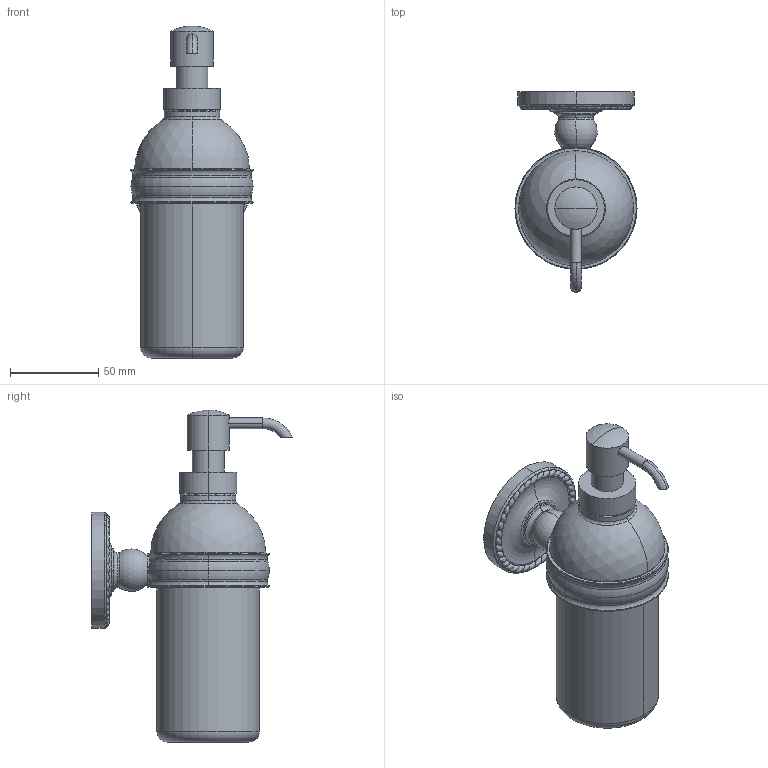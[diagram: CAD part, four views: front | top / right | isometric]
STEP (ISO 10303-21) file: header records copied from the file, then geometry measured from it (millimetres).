
FILE_DESCRIPTION((''),'2;1');
FILE_NAME('1514_ASM','2011-01-11T',('project'),(''),'PRO/ENGINEER BY PARAMETRIC TECHNOLOGY CORPORATION, 2009300','PRO/ENGINEER BY PARAMETRIC TECHNOLOGY CORPORATION, 2009300','');
FILE_SCHEMA(('CONFIG_CONTROL_DESIGN'));
Length unit declared in the file: inch
Products named in the file (3): 1114; 1500C; 1514_ASM
Assembly tree (2 placements, depth 2):
  1514_ASM
    1114
    1500C
Bounding box: 69 x 113.56 x 187.64 mm (x, y, z)
Volume: 35451.4 mm3; surface area: 93378.6 mm2
Topology: 3 solids, 5 shells, 349 faces, 999 edges, 601 vertices
Faces by surface type: torus 84, bspline 77, cylinder 69, sphere 49, plane 36, cone 34
Entity records: 14367 total; most frequent: CARTESIAN_POINT 5568, DIRECTION 2010, ORIENTED_EDGE 1821, AXIS2_PLACEMENT_3D 956, EDGE_CURVE 917, CIRCLE 677, VERTEX_POINT 601, EDGE_LOOP 381
